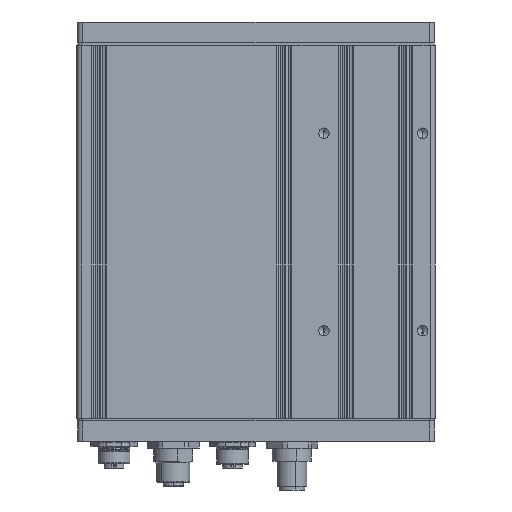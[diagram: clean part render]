
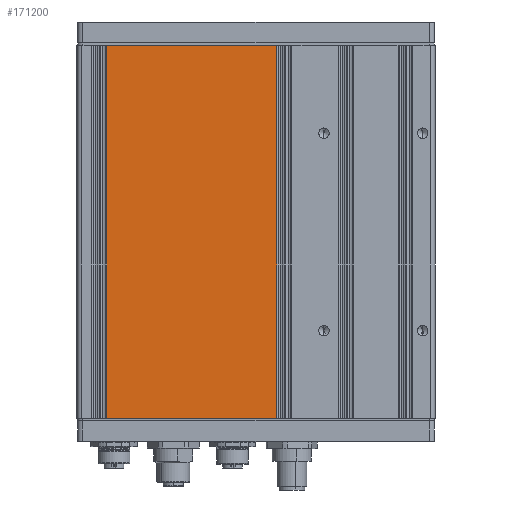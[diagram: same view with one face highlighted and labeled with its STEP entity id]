
A CAD part, left-side view. The second image highlights one B-rep face of the part: STEP entity #171200.
In plain terms, the highlighted planar face has unit normal (-1, 0, 0).
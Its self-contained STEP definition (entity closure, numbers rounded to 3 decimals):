
#7313 = ORIENTED_EDGE ( 'NONE', *, *, #97620, .F. ) ;
#13360 = CARTESIAN_POINT ( 'NONE',  ( -21., 39., 0. ) ) ;
#15095 = VERTEX_POINT ( 'NONE', #116369 ) ;
#18908 = VECTOR ( 'NONE', #262024, 1000. ) ;
#36460 = EDGE_CURVE ( 'NONE', #167392, #15095, #201673, .T. ) ;
#39047 = LINE ( 'NONE', #146770, #77446 ) ;
#49782 = CARTESIAN_POINT ( 'NONE',  ( -21., 0., 0. ) ) ;
#52010 = PLANE ( 'NONE',  #109697 ) ;
#60122 = LINE ( 'NONE', #49782, #301211 ) ;
#61974 = CARTESIAN_POINT ( 'NONE',  ( -21., 39., 151. ) ) ;
#75840 = EDGE_CURVE ( 'NONE', #152914, #167392, #39047, .T. ) ;
#77446 = VECTOR ( 'NONE', #234237, 1000. ) ;
#97620 = EDGE_CURVE ( 'NONE', #163809, #15095, #60122, .T. ) ;
#109697 = AXIS2_PLACEMENT_3D ( 'NONE', #231628, #282992, #134119 ) ;
#116369 = CARTESIAN_POINT ( 'NONE',  ( -21., 108., 0. ) ) ;
#118296 = VECTOR ( 'NONE', #187013, 1000. ) ;
#129245 = ORIENTED_EDGE ( 'NONE', *, *, #267024, .T. ) ;
#134119 = DIRECTION ( 'NONE',  ( 0., 0., 1. ) ) ;
#146770 = CARTESIAN_POINT ( 'NONE',  ( -21., 0., 151. ) ) ;
#152914 = VERTEX_POINT ( 'NONE', #242763 ) ;
#163809 = VERTEX_POINT ( 'NONE', #13360 ) ;
#167392 = VERTEX_POINT ( 'NONE', #186636 ) ;
#171200 = ADVANCED_FACE ( 'NONE', ( #262415 ), #52010, .T. ) ;
#176258 = EDGE_LOOP ( 'NONE', ( #7313, #129245, #293988, #184369 ) ) ;
#184369 = ORIENTED_EDGE ( 'NONE', *, *, #36460, .T. ) ;
#186636 = CARTESIAN_POINT ( 'NONE',  ( -21., 108., 151. ) ) ;
#187013 = DIRECTION ( 'NONE',  ( 0., 0., -1. ) ) ;
#192076 = CARTESIAN_POINT ( 'NONE',  ( -21., 108., 151. ) ) ;
#201673 = LINE ( 'NONE', #192076, #118296 ) ;
#231628 = CARTESIAN_POINT ( 'NONE',  ( -21., 0., 151. ) ) ;
#234237 = DIRECTION ( 'NONE',  ( 0., 1., 0. ) ) ;
#242763 = CARTESIAN_POINT ( 'NONE',  ( -21., 39., 151. ) ) ;
#262024 = DIRECTION ( 'NONE',  ( 0., 0., 1. ) ) ;
#262415 = FACE_OUTER_BOUND ( 'NONE', #176258, .T. ) ;
#267024 = EDGE_CURVE ( 'NONE', #163809, #152914, #313205, .T. ) ;
#282992 = DIRECTION ( 'NONE',  ( -1., 0., 0. ) ) ;
#293988 = ORIENTED_EDGE ( 'NONE', *, *, #75840, .T. ) ;
#301211 = VECTOR ( 'NONE', #316443, 1000. ) ;
#313205 = LINE ( 'NONE', #61974, #18908 ) ;
#316443 = DIRECTION ( 'NONE',  ( 0., 1., 0. ) ) ;
